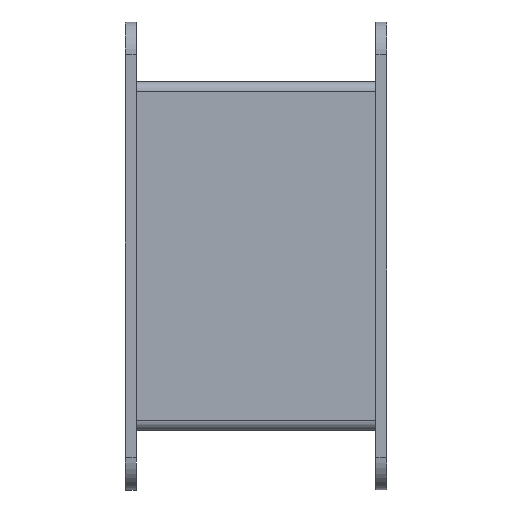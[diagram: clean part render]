
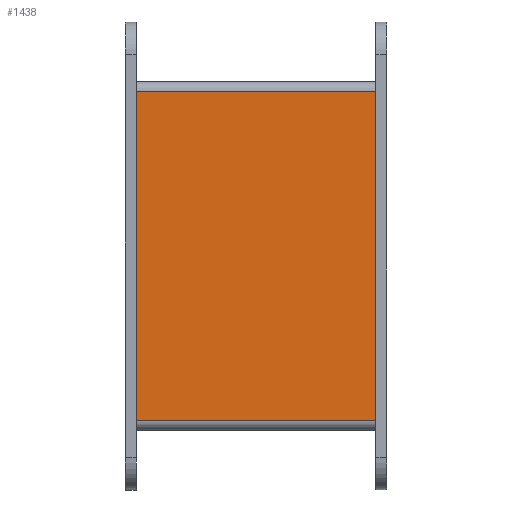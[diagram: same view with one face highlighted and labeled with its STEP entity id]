
A CAD part, left-side view. The second image highlights one B-rep face of the part: STEP entity #1438.
In plain terms, the highlighted planar face has unit normal (-1, 0, 0).
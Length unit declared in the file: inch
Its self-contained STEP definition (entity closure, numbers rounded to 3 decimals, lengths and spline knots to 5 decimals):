
#22 = VECTOR ( 'NONE', #346, 39.37008 ) ;
#45 = ORIENTED_EDGE ( 'NONE', *, *, #2474, .T. ) ;
#46 = LINE ( 'NONE', #1227, #80 ) ;
#80 = VECTOR ( 'NONE', #430, 39.37008 ) ;
#162 = PLANE ( 'NONE',  #1741 ) ;
#226 = ORIENTED_EDGE ( 'NONE', *, *, #1576, .T. ) ;
#296 = EDGE_CURVE ( 'NONE', #594, #2027, #1917, .T. ) ;
#337 = VERTEX_POINT ( 'NONE', #2252 ) ;
#346 = DIRECTION ( 'NONE',  ( 0., 0., 1. ) ) ;
#413 = CARTESIAN_POINT ( 'NONE',  ( -2., -1.375, 3.892 ) ) ;
#430 = DIRECTION ( 'NONE',  ( 0., 0., -1. ) ) ;
#457 = ORIENTED_EDGE ( 'NONE', *, *, #296, .T. ) ;
#594 = VERTEX_POINT ( 'NONE', #413 ) ;
#808 = DIRECTION ( 'NONE',  ( 0., 0., 1. ) ) ;
#941 = DIRECTION ( 'NONE',  ( 0., 1., 0. ) ) ;
#1169 = VECTOR ( 'NONE', #1171, 39.37008 ) ;
#1171 = DIRECTION ( 'NONE',  ( 0., -1., 0. ) ) ;
#1200 = LINE ( 'NONE', #1769, #1169 ) ;
#1227 = CARTESIAN_POINT ( 'NONE',  ( -2., 1.375, 4. ) ) ;
#1300 = VECTOR ( 'NONE', #941, 39.37008 ) ;
#1420 = DIRECTION ( 'NONE',  ( -1., 0., 0. ) ) ;
#1438 = ADVANCED_FACE ( 'NONE', ( #2363 ), #162, .T. ) ;
#1473 = CARTESIAN_POINT ( 'NONE',  ( -2., -1.375, 0.108 ) ) ;
#1576 = EDGE_CURVE ( 'NONE', #2027, #337, #46, .T. ) ;
#1612 = VERTEX_POINT ( 'NONE', #1473 ) ;
#1741 = AXIS2_PLACEMENT_3D ( 'NONE', #2163, #1420, #808 ) ;
#1769 = CARTESIAN_POINT ( 'NONE',  ( -2., 1.375, 0.108 ) ) ;
#1773 = CARTESIAN_POINT ( 'NONE',  ( -2., 1.375, 3.892 ) ) ;
#1780 = EDGE_CURVE ( 'NONE', #1612, #594, #2270, .T. ) ;
#1917 = LINE ( 'NONE', #2315, #1300 ) ;
#2027 = VERTEX_POINT ( 'NONE', #1773 ) ;
#2102 = EDGE_LOOP ( 'NONE', ( #226, #45, #2542, #457 ) ) ;
#2163 = CARTESIAN_POINT ( 'NONE',  ( -2., 1.375, 4. ) ) ;
#2252 = CARTESIAN_POINT ( 'NONE',  ( -2., 1.375, 0.108 ) ) ;
#2270 = LINE ( 'NONE', #2526, #22 ) ;
#2315 = CARTESIAN_POINT ( 'NONE',  ( -2., 1.375, 3.892 ) ) ;
#2363 = FACE_OUTER_BOUND ( 'NONE', #2102, .T. ) ;
#2474 = EDGE_CURVE ( 'NONE', #337, #1612, #1200, .T. ) ;
#2526 = CARTESIAN_POINT ( 'NONE',  ( -2., -1.375, 4. ) ) ;
#2542 = ORIENTED_EDGE ( 'NONE', *, *, #1780, .T. ) ;
